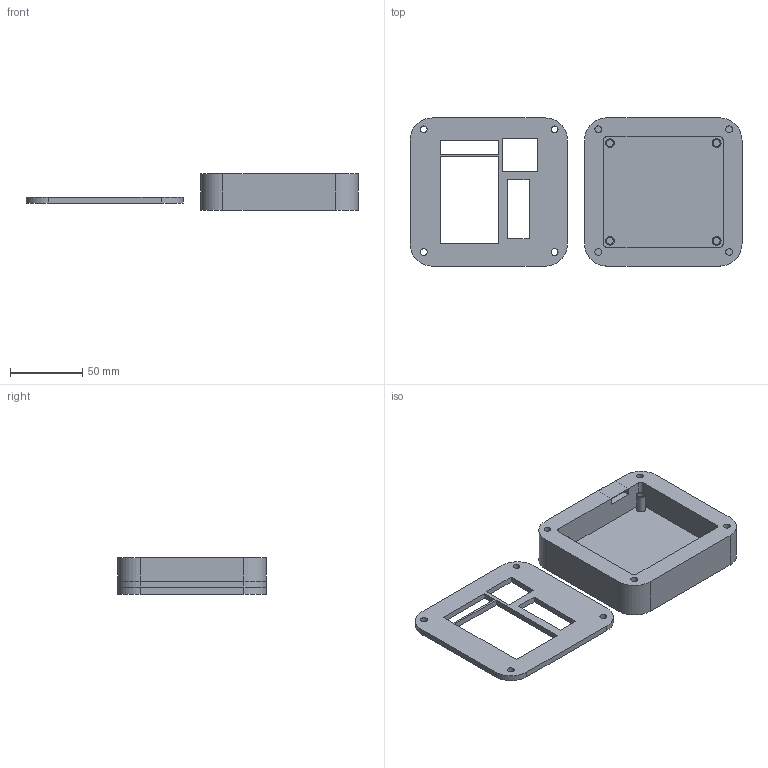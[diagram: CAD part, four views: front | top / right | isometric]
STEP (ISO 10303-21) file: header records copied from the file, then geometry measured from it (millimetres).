
FILE_DESCRIPTION(/* description */ ('STEP AP242 Edition 2','CAx-IF Rec.Pracs.---Representation and Presentation of Product Manufacturing Information (PMI)---4.0---2014-10-13','CAx-IF Rec.Pracs.---3D Tessellated Geometry---0.4---2014-09-14','2;1','CAx-IF Rec.Pracs.---User Defined Attributes---1.5---2016-08-15'),/* implementation_level */ '2;1');
FILE_NAME(/* name */ '69386abfb0132fb864073f15',/* time_stamp */ '2025-12-09T18:30:24Z',/* author */ (''),/* organization */ (''),/* preprocessor_version */ 'ST-DEVELOPER v20',/* originating_system */ 'ONSHAPE BY PTC INC, 1.207',/* authorisation */ ' ');
FILE_SCHEMA (('AP242_MANAGED_MODEL_BASED_3D_ENGINEERING_MIM_LF { 1 0 10303 442 3 1 4 }'));
Length unit declared in the file: metre
Products named in the file (2): Part 2; Part 1
Bounding box: 229.4 x 102.41 x 25 mm (x, y, z)
Volume: 177974.1 mm3; surface area: 57936.8 mm2
Topology: 2 solids, 2 shells, 77 faces, 180 edges, 120 vertices
Faces by surface type: plane 49, cylinder 28
Full cylindrical faces by diameter (mm): 4.7 x12, 6 x4
Entity records: 2214 total; most frequent: DIRECTION 378, CARTESIAN_POINT 363, ORIENTED_EDGE 328, EDGE_CURVE 164, AXIS2_PLACEMENT_3D 135, EDGE_LOOP 124, FACE_BOUND 124, VERTEX_POINT 120
